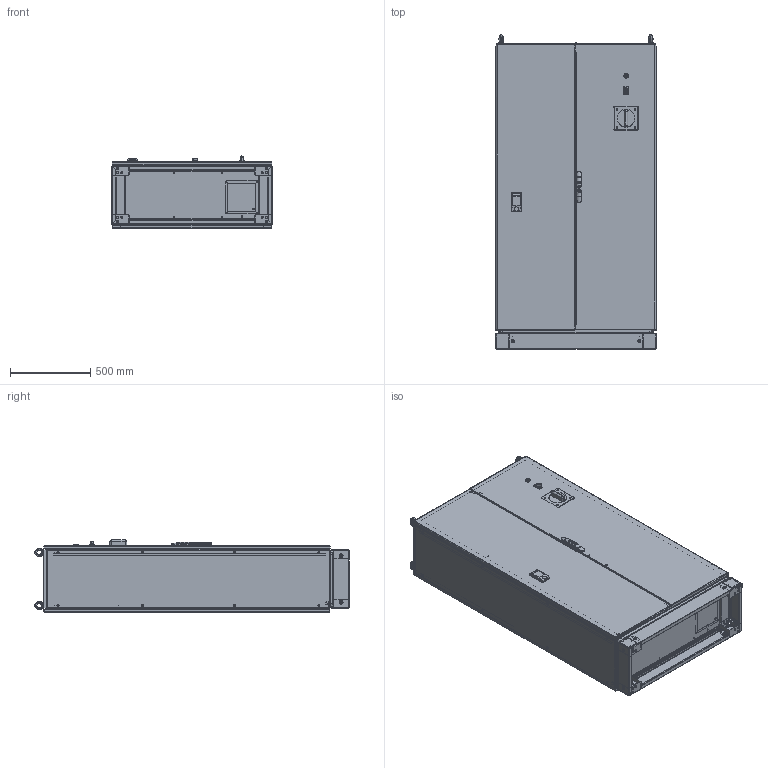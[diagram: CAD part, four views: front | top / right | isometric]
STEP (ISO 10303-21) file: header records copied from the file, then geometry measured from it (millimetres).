
FILE_DESCRIPTION (( 'STEP AP203' ), '1' );
FILE_NAME ('IPAK2v2 3K0 STD (UK).STEP', '2022-02-09T09:44:11', ( '' ), ( '' ), 'SwSTEP 2.0', 'SolidWorks 2021', '' );
FILE_SCHEMA (( 'CONFIG_CONTROL_DESIGN' ));
Products named in the file (1): IPAK2v2 3K0 STD (UK)
Bounding box: 1004.62 x 1958 x 448.5 mm (x, y, z)
Surface area: 10915633.8 mm2 (no closed solid volume)
Topology: 0 solids, 324 shells, 1203 faces, 7194 edges, 6196 vertices
Faces by surface type: plane 477, cylinder 324, bspline 142, cone 136, torus 120, sphere 4
Entity records: 92338 total; most frequent: CARTESIAN_POINT 39611, DIRECTION 10359, ORIENTED_EDGE 8578, EDGE_CURVE 7184, VERTEX_POINT 6196, AXIS2_PLACEMENT_3D 3502, LINE 3355, VECTOR 3355
